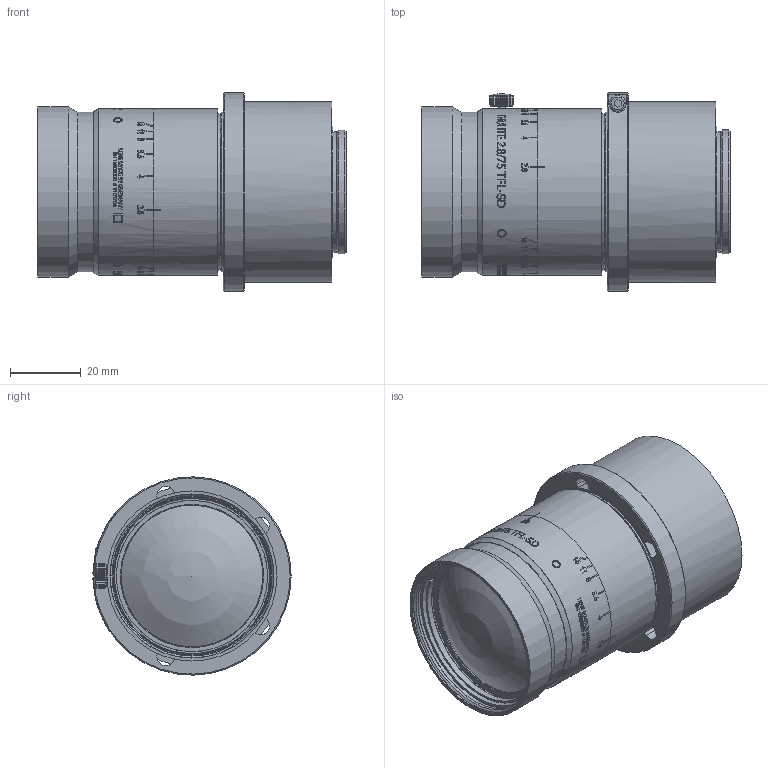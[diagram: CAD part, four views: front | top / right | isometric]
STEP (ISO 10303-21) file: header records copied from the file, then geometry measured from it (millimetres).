
FILE_DESCRIPTION(/* description */ (''),/* implementation_level */ '2;1');
FILE_NAME(/* name */ '1101706_00167226_001.stp',/* time_stamp */ '2022-01-19T15:45:05+01:00',/* author */ (''),/* organization */ (''),/* preprocessor_version */ 'ST-DEVELOPER v16',/* originating_system */ 'SIEMENS PLM Software NX 10.0',/* authorisation */ '');
FILE_SCHEMA (('AP203_CONFIGURATION_CONTROLLED_3D_DESIGN_OF_MECHANICAL_PARTS_AND_ASSEMBLIES_MIM_LF { 1 0 10303 403 2 1 2}'));
Length unit declared in the file: millimetre
Products named in the file (1): Guge4F909336y2l4
Bounding box: 87.14 x 55.99 x 55.99 mm (x, y, z)
Volume: 132008.4 mm3; surface area: 32880 mm2
Topology: 1 solids, 2 shells, 402 faces, 1512 edges, 1278 vertices
Faces by surface type: cylinder 230, plane 139, cone 28, sphere 3, torus 2
Full cylindrical faces by diameter (mm): 2 x1, 2.05 x4, 2.5 x1, 2.8 x1, 4.5 x1, 33 x1, 34 x1, 35 x1, 36 x1, 37 x1, 39.7 x1, 39.999 x1, 40 x1, 40.5 x1, 40.8 x1, 41.7 x1, 42.7 x1, 43.5 x1, 43.8 x1, 44.3 x2, 44.7 x1, 45 x3, 45.2 x2, 45.3 x1, 46.2 x1, 46.3 x2, 47 x3, 48 x1, 51 x1
Entity records: 19301 total; most frequent: CARTESIAN_POINT 8008, ORIENTED_EDGE 2837, EDGE_CURVE 1421, DIRECTION 1384, VERTEX_POINT 1254, B_SPLINE_CURVE_WITH_KNOTS 992, EDGE_LOOP 657, AXIS2_PLACEMENT_3D 590
